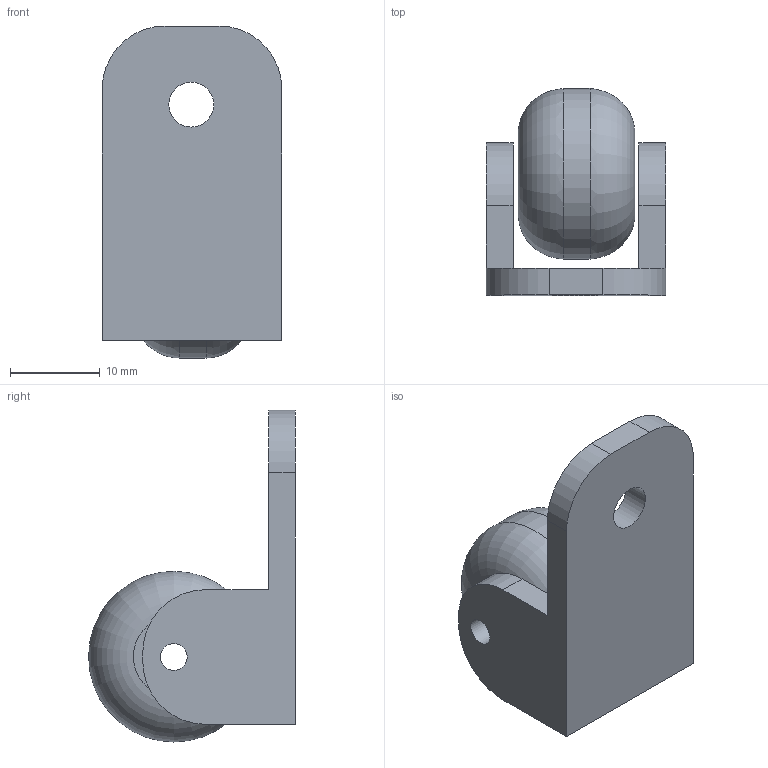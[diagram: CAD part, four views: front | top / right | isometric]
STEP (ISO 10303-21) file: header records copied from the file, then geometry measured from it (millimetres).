
FILE_DESCRIPTION(/* description */ (''),/* implementation_level */ '2;1');
FILE_NAME(/* name */ '5f964ce8a3d5ff162c13772a',/* time_stamp */ '2020-10-26T04:13:31+00:00',/* author */ (''),/* organization */ (''),/* preprocessor_version */ 'ST-DEVELOPER v16.7',/* originating_system */ $,/* authorisation */ $);
FILE_SCHEMA (('AUTOMOTIVE_DESIGN {1 0 10303 214 3 1 1}'));
Length unit declared in the file: metre
Products named in the file (2): Part 35; Part 34
Bounding box: 20 x 23.04 x 36.96 mm (x, y, z)
Volume: 6096.5 mm3; surface area: 3767.7 mm2
Topology: 2 solids, 2 shells, 28 faces, 71 edges, 47 vertices
Faces by surface type: plane 14, cylinder 12, torus 2
Full cylindrical faces by diameter (mm): 3 x2, 5 x1, 19 x1
Entity records: 886 total; most frequent: DIRECTION 150, CARTESIAN_POINT 140, ORIENTED_EDGE 128, EDGE_CURVE 64, AXIS2_PLACEMENT_3D 56, VERTEX_POINT 46, EDGE_LOOP 42, FACE_BOUND 42
